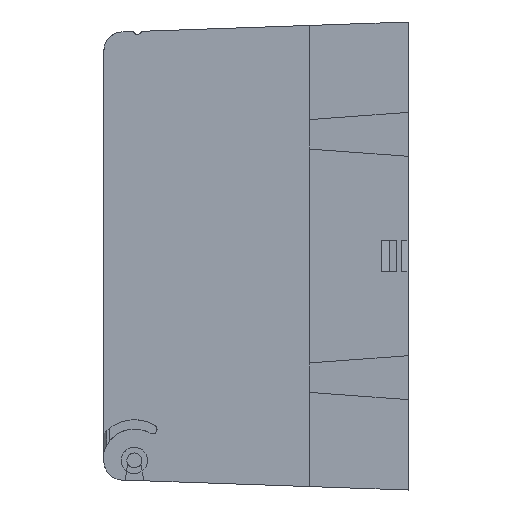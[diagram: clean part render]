
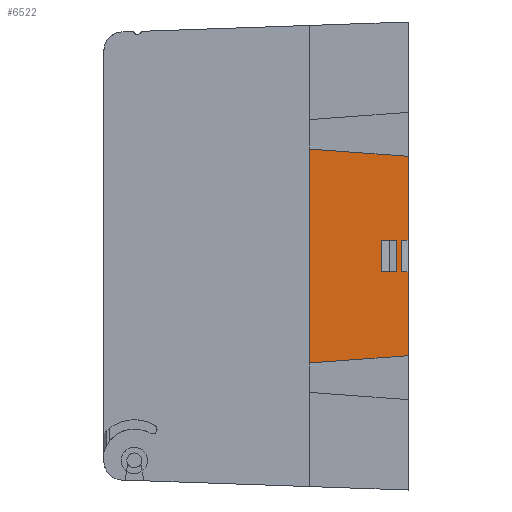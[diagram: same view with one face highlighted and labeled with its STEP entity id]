
A CAD part, left-side view. The second image highlights one B-rep face of the part: STEP entity #6522.
In plain terms, the highlighted planar face has unit normal (1, 0, 0).
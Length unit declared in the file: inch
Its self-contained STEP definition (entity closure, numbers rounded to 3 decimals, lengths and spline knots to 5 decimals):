
#260 = VECTOR ( 'NONE', #12729, 39.37008 ) ;
#550 = EDGE_CURVE ( 'NONE', #2176, #5076, #19370, .T. ) ;
#642 = LINE ( 'NONE', #12057, #11244 ) ;
#694 = FACE_BOUND ( 'NONE', #1324, .T. ) ;
#878 = DIRECTION ( 'NONE',  ( 0., 0., 1. ) ) ;
#1100 = DIRECTION ( 'NONE',  ( 0., 0., -1. ) ) ;
#1324 = EDGE_LOOP ( 'NONE', ( #18719, #17990, #15783, #18105 ) ) ;
#1597 = VERTEX_POINT ( 'NONE', #16249 ) ;
#1714 = ORIENTED_EDGE ( 'NONE', *, *, #8278, .F. ) ;
#1923 = LINE ( 'NONE', #16266, #17519 ) ;
#2154 = ORIENTED_EDGE ( 'NONE', *, *, #15191, .F. ) ;
#2176 = VERTEX_POINT ( 'NONE', #9672 ) ;
#2288 = CARTESIAN_POINT ( 'NONE',  ( -0.9242, -0.625, -1.14282 ) ) ;
#2291 = ORIENTED_EDGE ( 'NONE', *, *, #10954, .F. ) ;
#2331 = CARTESIAN_POINT ( 'NONE',  ( -0.9242, -0.625, 0.17 ) ) ;
#2469 = VERTEX_POINT ( 'NONE', #4391 ) ;
#2535 = DIRECTION ( 'NONE',  ( 0., -1., 0. ) ) ;
#2601 = CARTESIAN_POINT ( 'NONE',  ( -0.9242, -1.3934, -2.21333 ) ) ;
#2616 = EDGE_CURVE ( 'NONE', #3625, #2176, #3552, .T. ) ;
#3078 = VECTOR ( 'NONE', #2535, 39.37008 ) ;
#3141 = EDGE_CURVE ( 'NONE', #4220, #3625, #7292, .T. ) ;
#3238 = CARTESIAN_POINT ( 'NONE',  ( -0.9242, -1.605, -0.17 ) ) ;
#3292 = DIRECTION ( 'NONE',  ( 0., 1., 0. ) ) ;
#3552 = LINE ( 'NONE', #2331, #3078 ) ;
#3617 = VERTEX_POINT ( 'NONE', #15562 ) ;
#3625 = VERTEX_POINT ( 'NONE', #8634 ) ;
#4156 = EDGE_CURVE ( 'NONE', #1597, #10040, #17101, .T. ) ;
#4220 = VERTEX_POINT ( 'NONE', #12432 ) ;
#4391 = CARTESIAN_POINT ( 'NONE',  ( -0.9242, -1.675, -1.065 ) ) ;
#4515 = LINE ( 'NONE', #14132, #12664 ) ;
#4853 = VERTEX_POINT ( 'NONE', #2288 ) ;
#5026 = CARTESIAN_POINT ( 'NONE',  ( -0.9242, -1.605, -2.21333 ) ) ;
#5076 = VERTEX_POINT ( 'NONE', #8185 ) ;
#5231 = AXIS2_PLACEMENT_3D ( 'NONE', #8483, #8428, #8406 ) ;
#5710 = EDGE_CURVE ( 'NONE', #2469, #1597, #18750, .T. ) ;
#6522 = ADVANCED_FACE ( 'NONE', ( #694, #12935 ), #8644, .F. ) ;
#6626 = DIRECTION ( 'NONE',  ( 0., -0.997, 0.074 ) ) ;
#6764 = CARTESIAN_POINT ( 'NONE',  ( -0.9242, -0.625, -1.14282 ) ) ;
#6885 = VECTOR ( 'NONE', #6626, 39.37008 ) ;
#7292 = LINE ( 'NONE', #2601, #11413 ) ;
#7441 = VECTOR ( 'NONE', #14606, 39.37008 ) ;
#7766 = EDGE_CURVE ( 'NONE', #4853, #2469, #18830, .T. ) ;
#7921 = LINE ( 'NONE', #5026, #18905 ) ;
#8112 = CARTESIAN_POINT ( 'NONE',  ( -0.9242, -1.675, -2.25 ) ) ;
#8185 = CARTESIAN_POINT ( 'NONE',  ( -0.9242, -1.555, -0.17 ) ) ;
#8278 = EDGE_CURVE ( 'NONE', #3617, #19197, #4515, .T. ) ;
#8406 = DIRECTION ( 'NONE',  ( 0., 0., 1. ) ) ;
#8428 = DIRECTION ( 'NONE',  ( -1., 0., 0. ) ) ;
#8483 = CARTESIAN_POINT ( 'NONE',  ( -0.9242, -0.625, -2.21333 ) ) ;
#8634 = CARTESIAN_POINT ( 'NONE',  ( -0.9242, -1.3934, 0.17 ) ) ;
#8644 = PLANE ( 'NONE',  #5231 ) ;
#8806 = EDGE_CURVE ( 'NONE', #5076, #4220, #15637, .T. ) ;
#9672 = CARTESIAN_POINT ( 'NONE',  ( -0.9242, -1.555, 0.17 ) ) ;
#10040 = VERTEX_POINT ( 'NONE', #3238 ) ;
#10777 = CARTESIAN_POINT ( 'NONE',  ( -0.9242, -1.605, 0.17 ) ) ;
#10954 = EDGE_CURVE ( 'NONE', #18219, #3617, #642, .T. ) ;
#11244 = VECTOR ( 'NONE', #16076, 39.37008 ) ;
#11404 = ORIENTED_EDGE ( 'NONE', *, *, #4156, .F. ) ;
#11413 = VECTOR ( 'NONE', #878, 39.37008 ) ;
#12057 = CARTESIAN_POINT ( 'NONE',  ( -0.9242, -1.675, -2.25 ) ) ;
#12158 = VECTOR ( 'NONE', #17227, 39.37008 ) ;
#12380 = CARTESIAN_POINT ( 'NONE',  ( -0.9242, -0.625, 1.14282 ) ) ;
#12432 = CARTESIAN_POINT ( 'NONE',  ( -0.9242, -1.3934, -0.17 ) ) ;
#12516 = DIRECTION ( 'NONE',  ( 0., 0., 1. ) ) ;
#12542 = DIRECTION ( 'NONE',  ( 0., -1., 0. ) ) ;
#12664 = VECTOR ( 'NONE', #14636, 39.37008 ) ;
#12729 = DIRECTION ( 'NONE',  ( 0., 0., 1. ) ) ;
#12816 = CARTESIAN_POINT ( 'NONE',  ( -0.9242, -0.625, 0.17 ) ) ;
#12935 = FACE_OUTER_BOUND ( 'NONE', #13391, .T. ) ;
#13179 = VECTOR ( 'NONE', #3292, 39.37008 ) ;
#13223 = EDGE_CURVE ( 'NONE', #18234, #18219, #18532, .T. ) ;
#13391 = EDGE_LOOP ( 'NONE', ( #11404, #17198, #16698, #18215, #1714, #2291, #18196, #2154 ) ) ;
#14132 = CARTESIAN_POINT ( 'NONE',  ( -0.9242, -1.675, 1.065 ) ) ;
#14564 = CARTESIAN_POINT ( 'NONE',  ( -0.9242, -1.555, -2.21333 ) ) ;
#14606 = DIRECTION ( 'NONE',  ( 0., 0., -1. ) ) ;
#14631 = VECTOR ( 'NONE', #12542, 39.37008 ) ;
#14636 = DIRECTION ( 'NONE',  ( 0., 0.997, 0.074 ) ) ;
#15191 = EDGE_CURVE ( 'NONE', #10040, #18234, #7921, .T. ) ;
#15555 = CARTESIAN_POINT ( 'NONE',  ( -0.9242, -0.625, -0.17 ) ) ;
#15562 = CARTESIAN_POINT ( 'NONE',  ( -0.9242, -1.675, 1.065 ) ) ;
#15637 = LINE ( 'NONE', #17081, #12158 ) ;
#15783 = ORIENTED_EDGE ( 'NONE', *, *, #2616, .F. ) ;
#16076 = DIRECTION ( 'NONE',  ( 0., 0., 1. ) ) ;
#16249 = CARTESIAN_POINT ( 'NONE',  ( -0.9242, -1.675, -0.17 ) ) ;
#16266 = CARTESIAN_POINT ( 'NONE',  ( -0.9242, -0.625, -4.87979 ) ) ;
#16640 = CARTESIAN_POINT ( 'NONE',  ( -0.9242, -1.675, 0.17 ) ) ;
#16698 = ORIENTED_EDGE ( 'NONE', *, *, #7766, .F. ) ;
#16785 = EDGE_CURVE ( 'NONE', #19197, #4853, #1923, .T. ) ;
#17081 = CARTESIAN_POINT ( 'NONE',  ( -0.9242, -0.625, -0.17 ) ) ;
#17101 = LINE ( 'NONE', #15555, #13179 ) ;
#17198 = ORIENTED_EDGE ( 'NONE', *, *, #5710, .F. ) ;
#17227 = DIRECTION ( 'NONE',  ( 0., 1., 0. ) ) ;
#17519 = VECTOR ( 'NONE', #1100, 39.37008 ) ;
#17990 = ORIENTED_EDGE ( 'NONE', *, *, #550, .F. ) ;
#18105 = ORIENTED_EDGE ( 'NONE', *, *, #3141, .F. ) ;
#18196 = ORIENTED_EDGE ( 'NONE', *, *, #13223, .F. ) ;
#18215 = ORIENTED_EDGE ( 'NONE', *, *, #16785, .F. ) ;
#18219 = VERTEX_POINT ( 'NONE', #16640 ) ;
#18234 = VERTEX_POINT ( 'NONE', #10777 ) ;
#18532 = LINE ( 'NONE', #12816, #14631 ) ;
#18719 = ORIENTED_EDGE ( 'NONE', *, *, #8806, .F. ) ;
#18750 = LINE ( 'NONE', #8112, #260 ) ;
#18830 = LINE ( 'NONE', #6764, #6885 ) ;
#18905 = VECTOR ( 'NONE', #12516, 39.37008 ) ;
#19197 = VERTEX_POINT ( 'NONE', #12380 ) ;
#19370 = LINE ( 'NONE', #14564, #7441 ) ;
